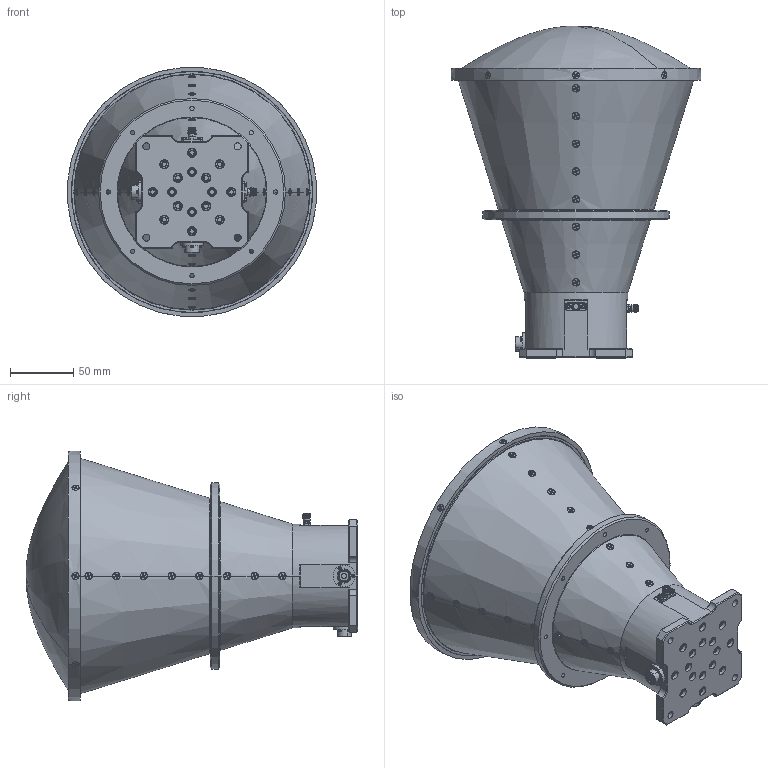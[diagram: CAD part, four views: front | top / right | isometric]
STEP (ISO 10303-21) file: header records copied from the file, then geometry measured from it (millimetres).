
FILE_DESCRIPTION (( 'STEP AP203' ), '1' );
FILE_NAME ('AV-C17-QR-3.STEP', '2025-02-04T23:54:33', ( '' ), ( '' ), 'SwSTEP 2.0', 'SolidWorks 2021', '' );
FILE_SCHEMA (( 'CONFIG_CONTROL_DESIGN' ));
Products named in the file (1): AV-C17-QR-3
Bounding box: 196.85 x 261.7 x 196.85 mm (x, y, z)
Volume: 3494182.4 mm3; surface area: 167783.5 mm2
Topology: 1 solids, 15 shells, 2507 faces, 6270 edges, 3934 vertices
Faces by surface type: plane 1037, cone 934, cylinder 472, bspline 40, torus 24
Entity records: 93347 total; most frequent: CARTESIAN_POINT 37498, ORIENTED_EDGE 12504, DIRECTION 10357, EDGE_CURVE 6252, VERTEX_POINT 3934, AXIS2_PLACEMENT_3D 3888, EDGE_LOOP 2718, VECTOR 2581
